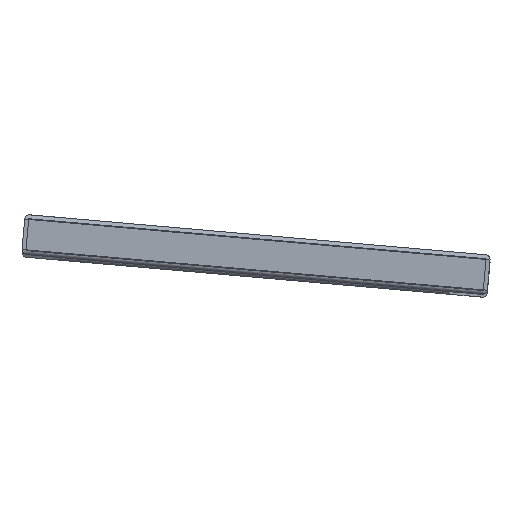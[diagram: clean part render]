
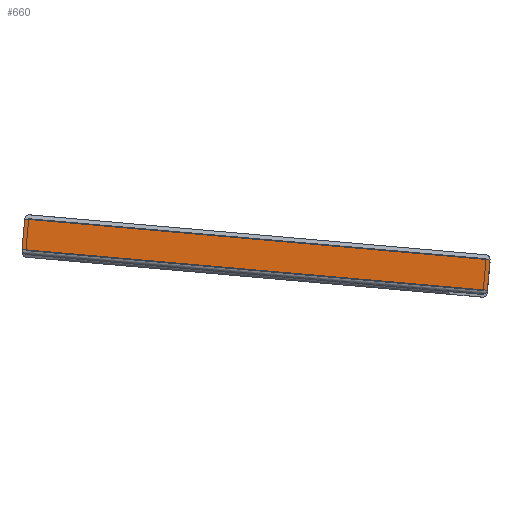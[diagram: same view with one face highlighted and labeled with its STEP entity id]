
A CAD part, top view. The second image highlights one B-rep face of the part: STEP entity #660.
In plain terms, the highlighted planar face has unit normal (0, 0, 1).
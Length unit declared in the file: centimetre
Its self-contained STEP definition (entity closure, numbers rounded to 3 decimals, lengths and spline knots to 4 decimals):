
#52=FACE_OUTER_BOUND('',#89,.T.);
#89=EDGE_LOOP('',(#472,#473,#474,#475));
#125=LINE('',#988,#189);
#136=LINE('',#1024,#200);
#137=LINE('',#1028,#201);
#138=LINE('',#1029,#202);
#189=VECTOR('',#778,2.3);
#200=VECTOR('',#809,35.1222);
#201=VECTOR('',#814,35.1222);
#202=VECTOR('',#815,2.3);
#287=VERTEX_POINT('',#985);
#288=VERTEX_POINT('',#987);
#303=VERTEX_POINT('',#1023);
#304=VERTEX_POINT('',#1027);
#351=EDGE_CURVE('',#287,#288,#125,.T.);
#369=EDGE_CURVE('',#287,#303,#136,.T.);
#371=EDGE_CURVE('',#304,#288,#137,.T.);
#372=EDGE_CURVE('',#303,#304,#138,.T.);
#472=ORIENTED_EDGE('',*,*,#371,.T.);
#473=ORIENTED_EDGE('',*,*,#351,.F.);
#474=ORIENTED_EDGE('',*,*,#369,.T.);
#475=ORIENTED_EDGE('',*,*,#372,.T.);
#638=PLANE('',#710);
#660=ADVANCED_FACE('',(#52),#638,.T.);
#710=AXIS2_PLACEMENT_3D('',#1026,#812,#813);
#778=DIRECTION('',(-0.087,-0.996,0.));
#809=DIRECTION('',(-0.996,0.087,0.));
#812=DIRECTION('center_axis',(0.,0.,1.));
#813=DIRECTION('ref_axis',(0.087,0.996,0.));
#814=DIRECTION('',(0.996,-0.087,0.));
#815=DIRECTION('',(-0.087,-0.996,0.));
#985=CARTESIAN_POINT('',(137.5945,15.5149,58.7));
#987=CARTESIAN_POINT('',(137.3941,13.2236,58.7));
#988=CARTESIAN_POINT('',(137.5945,15.5149,58.7));
#1023=CARTESIAN_POINT('',(102.6059,18.576,58.7));
#1024=CARTESIAN_POINT('',(137.5945,15.5149,58.7));
#1026=CARTESIAN_POINT('Origin',(102.4055,16.2847,58.7));
#1027=CARTESIAN_POINT('',(102.4055,16.2847,58.7));
#1028=CARTESIAN_POINT('',(102.4055,16.2847,58.7));
#1029=CARTESIAN_POINT('',(102.6059,18.576,58.7));
